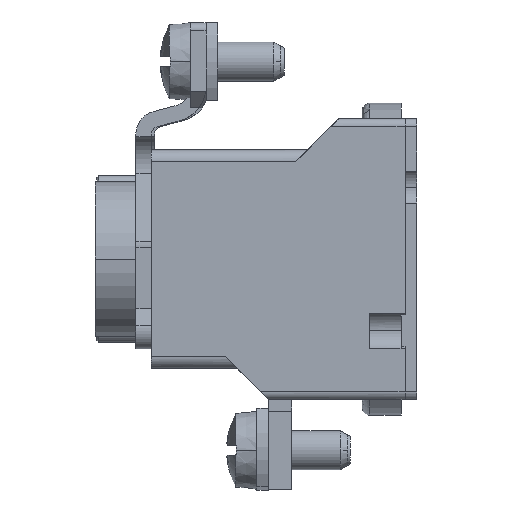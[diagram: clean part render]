
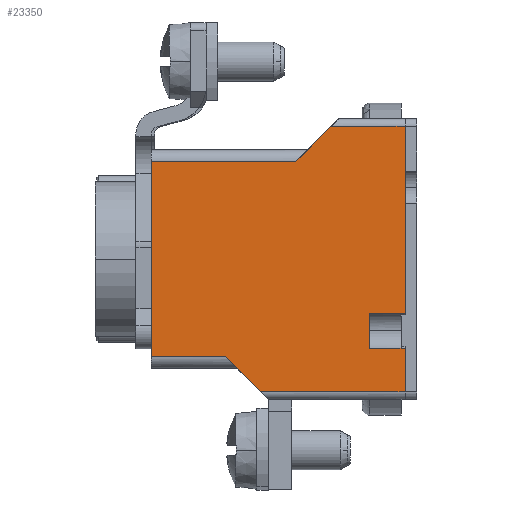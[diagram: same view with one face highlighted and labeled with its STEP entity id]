
A CAD part, left-side view. The second image highlights one B-rep face of the part: STEP entity #23350.
In plain terms, the highlighted planar face has unit normal (-1, 0, 0).
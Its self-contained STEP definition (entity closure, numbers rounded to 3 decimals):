
#13795=DIRECTION('',(0.,-1.,0.));
#13796=VECTOR('',#13795,9.5);
#13797=CARTESIAN_POINT('',(-40.35,34.,-12.5));
#13798=LINE('',#13797,#13796);
#13802=CARTESIAN_POINT('',(-40.35,24.5,-12.5));
#13814=DIRECTION('',(0.,1.,0.));
#13815=VECTOR('',#13814,4.5);
#13816=CARTESIAN_POINT('',(-40.35,1.5,-6.942));
#13817=LINE('',#13816,#13815);
#13821=DIRECTION('',(0.,0.,-1.));
#13822=VECTOR('',#13821,4.5);
#13823=CARTESIAN_POINT('',(-40.35,6.,-6.942));
#13824=LINE('',#13823,#13822);
#13828=DIRECTION('',(0.,0.,-1.));
#13829=VECTOR('',#13828,5.558);
#13830=CARTESIAN_POINT('',(-40.35,1.5,-11.442));
#13831=LINE('',#13830,#13829);
#13835=DIRECTION('',(0.,0.707,0.707));
#13836=VECTOR('',#13835,6.364);
#13837=CARTESIAN_POINT('',(-40.35,20.,-17.));
#13838=LINE('',#13837,#13836);
#13842=DIRECTION('',(0.,0.,1.));
#13843=VECTOR('',#13842,25.);
#13844=CARTESIAN_POINT('',(-40.35,34.,-12.5));
#13845=LINE('',#13844,#13843);
#13849=DIRECTION('',(0.,-0.707,0.707));
#13850=VECTOR('',#13849,6.364);
#13851=CARTESIAN_POINT('',(-40.35,15.5,12.5));
#13852=LINE('',#13851,#13850);
#13856=DIRECTION('',(0.,0.,-1.));
#13857=VECTOR('',#13856,23.942);
#13858=CARTESIAN_POINT('',(-40.35,1.5,17.));
#13859=LINE('',#13858,#13857);
#13912=DIRECTION('',(0.,1.,0.));
#13913=VECTOR('',#13912,9.5);
#13914=CARTESIAN_POINT('',(-40.35,1.5,17.));
#13915=LINE('',#13914,#13913);
#13946=DIRECTION('',(0.,1.,0.));
#13947=VECTOR('',#13946,18.5);
#13948=CARTESIAN_POINT('',(-40.35,15.5,12.5));
#13949=LINE('',#13948,#13947);
#18756=DIRECTION('',(0.,1.,0.));
#18757=VECTOR('',#18756,4.5);
#18758=CARTESIAN_POINT('',(-40.35,1.5,-11.442));
#18759=LINE('',#18758,#18757);
#18811=DIRECTION('',(0.,-1.,0.));
#18812=VECTOR('',#18811,18.5);
#18813=CARTESIAN_POINT('',(-40.35,20.,-17.));
#18814=LINE('',#18813,#18812);
#21002=CARTESIAN_POINT('',(-40.35,34.,12.5));
#21003=VERTEX_POINT('',#21002);
#21004=CARTESIAN_POINT('',(-40.35,34.,-12.5));
#21005=VERTEX_POINT('',#21004);
#21169=VERTEX_POINT('',#13802);
#21170=CARTESIAN_POINT('',(-40.35,20.,-17.));
#21171=VERTEX_POINT('',#21170);
#21175=CARTESIAN_POINT('',(-40.35,1.5,-6.942));
#21176=CARTESIAN_POINT('',(-40.35,6.,-6.942));
#21177=VERTEX_POINT('',#21175);
#21178=VERTEX_POINT('',#21176);
#21179=CARTESIAN_POINT('',(-40.35,6.,-11.442));
#21180=VERTEX_POINT('',#21179);
#21181=CARTESIAN_POINT('',(-40.35,1.5,-11.442));
#21182=VERTEX_POINT('',#21181);
#21183=CARTESIAN_POINT('',(-40.35,1.5,-17.));
#21184=VERTEX_POINT('',#21183);
#21185=CARTESIAN_POINT('',(-40.35,15.5,12.5));
#21186=VERTEX_POINT('',#21185);
#21187=CARTESIAN_POINT('',(-40.35,11.,17.));
#21188=VERTEX_POINT('',#21187);
#21189=CARTESIAN_POINT('',(-40.35,1.5,17.));
#21190=VERTEX_POINT('',#21189);
#23322=CARTESIAN_POINT('',(-40.35,0.,-18.));
#23323=DIRECTION('',(-1.,0.,0.));
#23324=DIRECTION('',(0.,0.,1.));
#23325=AXIS2_PLACEMENT_3D('',#23322,#23323,#23324);
#23326=PLANE('',#23325);
#23328=ORIENTED_EDGE('',*,*,#23327,.T.);
#23330=ORIENTED_EDGE('',*,*,#23329,.T.);
#23332=ORIENTED_EDGE('',*,*,#23331,.F.);
#23334=ORIENTED_EDGE('',*,*,#23333,.T.);
#23336=ORIENTED_EDGE('',*,*,#23335,.F.);
#23337=ORIENTED_EDGE('',*,*,#23284,.T.);
#23338=ORIENTED_EDGE('',*,*,#23309,.F.);
#23339=ORIENTED_EDGE('',*,*,#23056,.T.);
#23341=ORIENTED_EDGE('',*,*,#23340,.F.);
#23343=ORIENTED_EDGE('',*,*,#23342,.T.);
#23345=ORIENTED_EDGE('',*,*,#23344,.F.);
#23347=ORIENTED_EDGE('',*,*,#23346,.T.);
#23348=EDGE_LOOP('',(#23328,#23330,#23332,#23334,#23336,#23337,#23338,#23339,
#23341,#23343,#23345,#23347));
#23349=FACE_OUTER_BOUND('',#23348,.F.);
#23056=EDGE_CURVE('',#21005,#21003,#13845,.T.);
#23284=EDGE_CURVE('',#21171,#21169,#13838,.T.);
#23309=EDGE_CURVE('',#21005,#21169,#13798,.T.);
#23327=EDGE_CURVE('',#21177,#21178,#13817,.T.);
#23329=EDGE_CURVE('',#21178,#21180,#13824,.T.);
#23331=EDGE_CURVE('',#21182,#21180,#18759,.T.);
#23333=EDGE_CURVE('',#21182,#21184,#13831,.T.);
#23335=EDGE_CURVE('',#21171,#21184,#18814,.T.);
#23340=EDGE_CURVE('',#21186,#21003,#13949,.T.);
#23342=EDGE_CURVE('',#21186,#21188,#13852,.T.);
#23344=EDGE_CURVE('',#21190,#21188,#13915,.T.);
#23346=EDGE_CURVE('',#21190,#21177,#13859,.T.);
#23350=ADVANCED_FACE('',(#23349),#23326,.T.);
